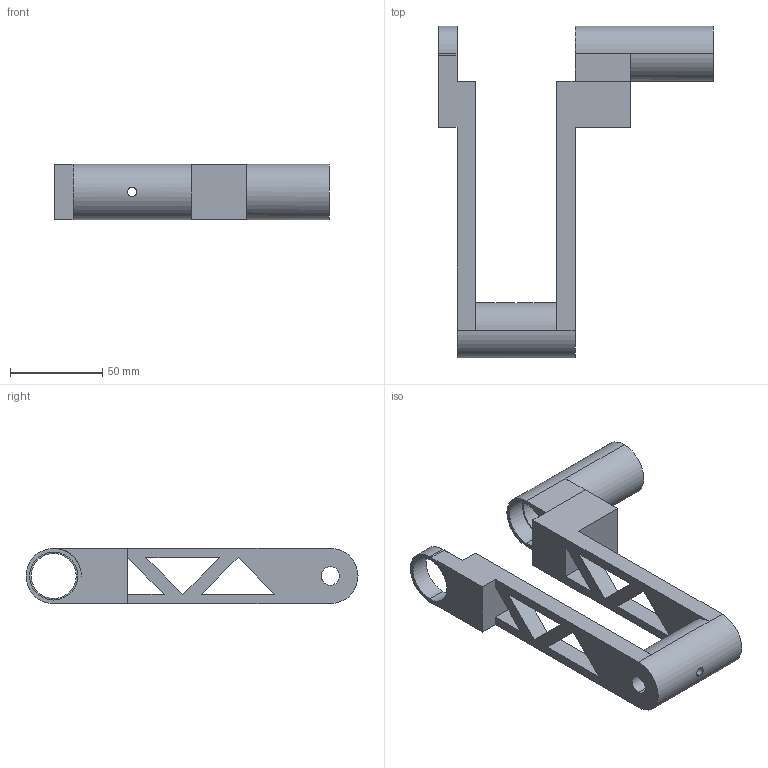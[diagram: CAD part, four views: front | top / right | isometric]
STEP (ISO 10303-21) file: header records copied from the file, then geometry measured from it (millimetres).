
FILE_DESCRIPTION (( 'STEP AP203' ), '1' );
FILE_NAME ('eslabon final para montaje simple_Predeterminado_sldprt.STEP', '2025-03-13T21:56:04', ( '' ), ( '' ), 'SwSTEP 2.0', 'SolidWorks 2024', '' );
FILE_SCHEMA (( 'CONFIG_CONTROL_DESIGN' ));
Length unit declared in the file: millimetre
Products named in the file (1): eslabon final para montaje simple_Predeterminado_sldprt
Bounding box: 149 x 179.98 x 30.02 mm (x, y, z)
Volume: 146620.8 mm3; surface area: 49428.3 mm2
Topology: 1 solids, 1 shells, 56 faces, 160 edges, 105 vertices
Faces by surface type: plane 35, cylinder 21
Entity records: 2164 total; most frequent: CARTESIAN_POINT 562, ORIENTED_EDGE 320, DIRECTION 301, EDGE_CURVE 160, LINE 117, VECTOR 117, VERTEX_POINT 105, AXIS2_PLACEMENT_3D 92
